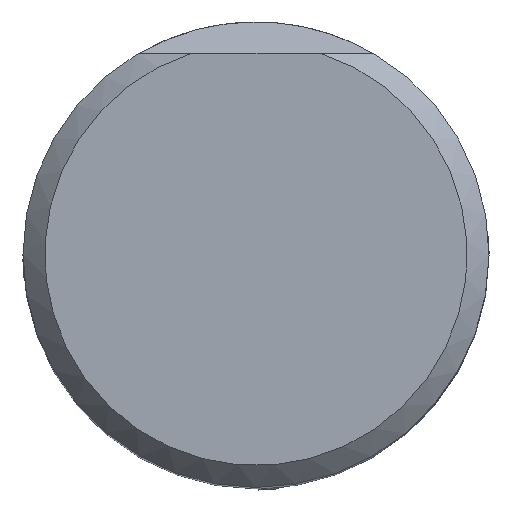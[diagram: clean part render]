
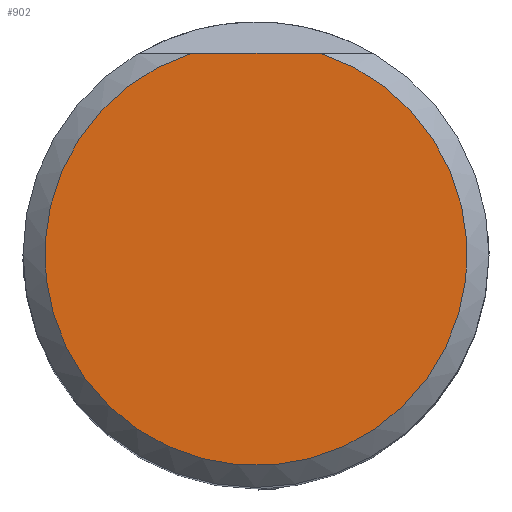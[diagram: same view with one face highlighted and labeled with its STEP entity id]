
A CAD part, top view. The second image highlights one B-rep face of the part: STEP entity #902.
In plain terms, the highlighted planar face has unit normal (0, 0, 1).
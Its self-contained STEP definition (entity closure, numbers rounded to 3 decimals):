
#309=PLANE('',#5296);
#424=LINE('',#8067,#604);
#604=VECTOR('',#5956,1.);
#902=ADVANCED_FACE('',(#1235),#309,.F.);
#1235=FACE_OUTER_BOUND('',#1493,.T.);
#1493=EDGE_LOOP('',(#2427,#2428));
#2124=CIRCLE('',#5295,14.496);
#2427=ORIENTED_EDGE('',*,*,#4355,.F.);
#2428=ORIENTED_EDGE('',*,*,#4356,.T.);
#3821=VERTEX_POINT('',#8065);
#3822=VERTEX_POINT('',#8066);
#4355=EDGE_CURVE('',#3821,#3822,#2124,.T.);
#4356=EDGE_CURVE('',#3821,#3822,#424,.T.);
#5295=AXIS2_PLACEMENT_3D('',#8064,#5954,#5955);
#5296=AXIS2_PLACEMENT_3D('',#8068,#5957,#5958);
#5954=DIRECTION('',(0.,0.,-1.));
#5955=DIRECTION('',(-1.,0.,0.));
#5956=DIRECTION('',(-1.,0.,0.));
#5957=DIRECTION('',(0.,0.,-1.));
#5958=DIRECTION('',(-1.,0.,0.));
#8064=CARTESIAN_POINT('',(0.,0.,
0.012));
#8065=CARTESIAN_POINT('',(4.425,13.804,0.012));
#8066=CARTESIAN_POINT('',(-4.425,13.804,0.012));
#8067=CARTESIAN_POINT('',(0.,13.804,0.012));
#8068=CARTESIAN_POINT('',(0.,0.,
0.012));
